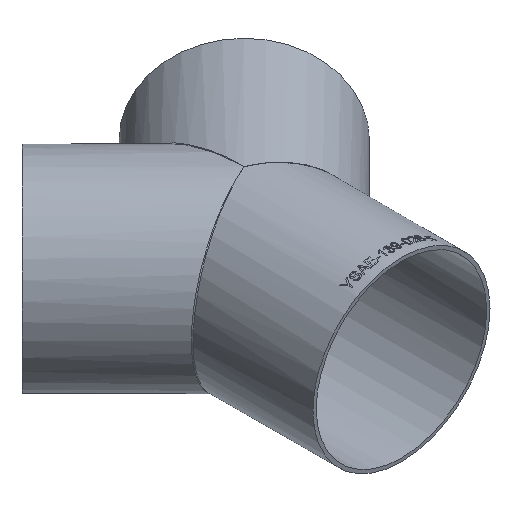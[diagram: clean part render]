
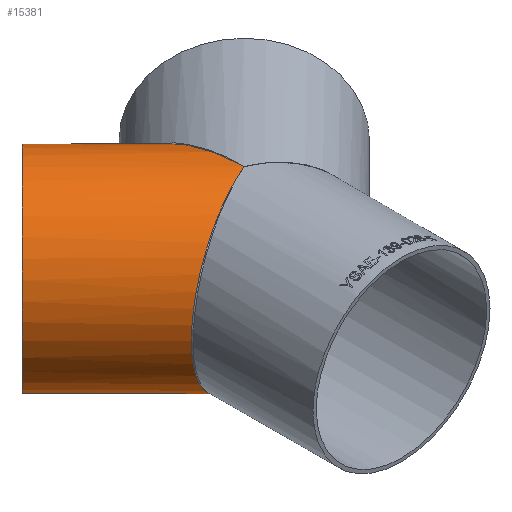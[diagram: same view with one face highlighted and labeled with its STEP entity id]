
A CAD part, isometric view. The second image highlights one B-rep face of the part: STEP entity #15381.
In plain terms, the highlighted cylindrical face has radius 69.85 mm (diameter 139.7 mm), a full revolution.
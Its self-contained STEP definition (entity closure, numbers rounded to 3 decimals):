
#2151 =( BOUNDED_CURVE ( )  B_SPLINE_CURVE ( 3, ( #8578, #10922, #25796, #15477 ),
 .UNSPECIFIED., .F., .T. ) 
 B_SPLINE_CURVE_WITH_KNOTS ( ( 4, 4 ),
 ( 1.571, 4.712 ),
 .UNSPECIFIED. ) 
 CURVE ( )  GEOMETRIC_REPRESENTATION_ITEM ( )  RATIONAL_B_SPLINE_CURVE ( ( 1., 0.333, 0.333, 1. ) ) 
 REPRESENTATION_ITEM ( '' )  );
#3106 = CARTESIAN_POINT ( 'NONE',  ( 54.401, -54.401, 0. ) ) ;
#3373 = CYLINDRICAL_SURFACE ( 'NONE', #22318, 69.85 ) ;
#4449 = EDGE_CURVE ( 'NONE', #13206, #26538, #8331, .T. ) ;
#6059 = EDGE_CURVE ( 'NONE', #24975, #24975, #12264, .T. ) ;
#7655 = DIRECTION ( 'NONE',  ( -0.707, 0.707, 0. ) ) ;
#7864 = DIRECTION ( 'NONE',  ( -0.707, -0.707, 0. ) ) ;
#7932 = DIRECTION ( 'NONE',  ( -0.707, -0.707, 0. ) ) ;
#8331 =( BOUNDED_CURVE ( )  B_SPLINE_CURVE ( 3, ( #13047, #21530, #25443, #19430 ),
 .UNSPECIFIED., .F., .F. ) 
 B_SPLINE_CURVE_WITH_KNOTS ( ( 4, 4 ),
 ( 4.712, 7.854 ),
 .UNSPECIFIED. ) 
 CURVE ( )  GEOMETRIC_REPRESENTATION_ITEM ( )  RATIONAL_B_SPLINE_CURVE ( ( 1., 0.333, 0.333, 1. ) ) 
 REPRESENTATION_ITEM ( '' )  );
#8570 = EDGE_LOOP ( 'NONE', ( #24424 ) ) ;
#8578 = CARTESIAN_POINT ( 'NONE',  ( 0., 0., 69.85 ) ) ;
#10028 = CARTESIAN_POINT ( 'NONE',  ( 0., 0., 69.85 ) ) ;
#10701 = ORIENTED_EDGE ( 'NONE', *, *, #4449, .T. ) ;
#10922 = CARTESIAN_POINT ( 'NONE',  ( -1.98, 199.546, 69.85 ) ) ;
#12264 = CIRCLE ( 'NONE', #15788, 69.85 ) ;
#13047 = CARTESIAN_POINT ( 'NONE',  ( 0., 0., -69.85 ) ) ;
#13206 = VERTEX_POINT ( 'NONE', #17430 ) ;
#15381 = ADVANCED_FACE ( 'NONE', ( #22332, #26913 ), #3373, .T. ) ;
#15477 = CARTESIAN_POINT ( 'NONE',  ( 0., 0., -69.85 ) ) ;
#15788 = AXIS2_PLACEMENT_3D ( 'NONE', #20451, #7655, #7932 ) ;
#17430 = CARTESIAN_POINT ( 'NONE',  ( 0., 0., -69.85 ) ) ;
#17636 = ORIENTED_EDGE ( 'NONE', *, *, #22917, .T. ) ;
#18293 = DIRECTION ( 'NONE',  ( -0.707, 0.707, 0. ) ) ;
#18702 = CARTESIAN_POINT ( 'NONE',  ( -137.073, 38.29, 0. ) ) ;
#19430 = CARTESIAN_POINT ( 'NONE',  ( 0., 0., 69.85 ) ) ;
#20451 = CARTESIAN_POINT ( 'NONE',  ( -87.681, 87.681, 0. ) ) ;
#21530 = CARTESIAN_POINT ( 'NONE',  ( -140.52, -57.046, -69.85 ) ) ;
#22318 = AXIS2_PLACEMENT_3D ( 'NONE', #3106, #18293, #7864 ) ;
#22332 = FACE_OUTER_BOUND ( 'NONE', #27157, .T. ) ;
#22917 = EDGE_CURVE ( 'NONE', #26538, #13206, #2151, .T. ) ;
#24424 = ORIENTED_EDGE ( 'NONE', *, *, #6059, .F. ) ;
#24975 = VERTEX_POINT ( 'NONE', #18702 ) ;
#25443 = CARTESIAN_POINT ( 'NONE',  ( -140.52, -57.046, 69.85 ) ) ;
#25796 = CARTESIAN_POINT ( 'NONE',  ( -1.98, 199.546, -69.85 ) ) ;
#26538 = VERTEX_POINT ( 'NONE', #10028 ) ;
#26913 = FACE_OUTER_BOUND ( 'NONE', #8570, .T. ) ;
#27157 = EDGE_LOOP ( 'NONE', ( #17636, #10701 ) ) ;
